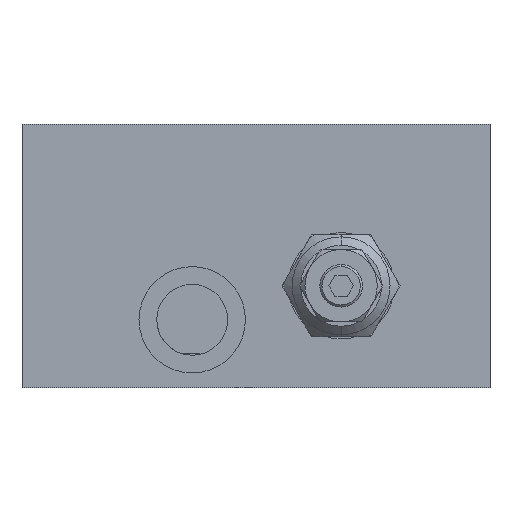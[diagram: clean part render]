
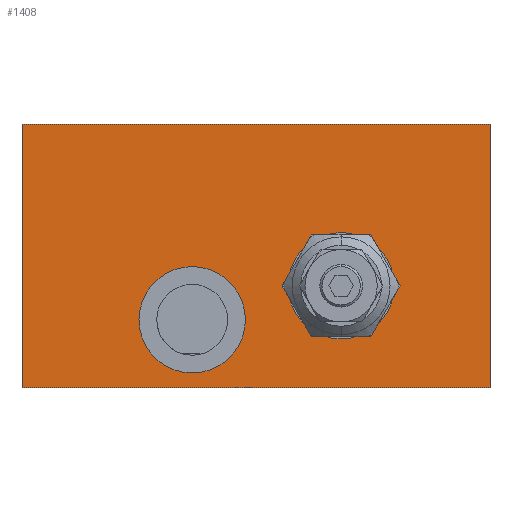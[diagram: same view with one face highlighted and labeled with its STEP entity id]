
A CAD part, left-side view. The second image highlights one B-rep face of the part: STEP entity #1408.
In plain terms, the highlighted planar face has unit normal (-1, 0, 0).
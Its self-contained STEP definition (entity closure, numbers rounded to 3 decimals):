
#1408 = ADVANCED_FACE( '', ( #4085, #4086, #4087 ), #4088, .F. );
#1414 = EDGE_CURVE( '', #1488, #3380, #4095, .T. );
#1488 = VERTEX_POINT( '', #4177 );
#1586 = VERTEX_POINT( '', #4289 );
#2038 = VERTEX_POINT( '', #4796 );
#2162 = EDGE_CURVE( '', #2812, #2760, #4943, .T. );
#2350 = EDGE_CURVE( '', #1586, #3676, #5145, .T. );
#2760 = VERTEX_POINT( '', #5598 );
#2812 = VERTEX_POINT( '', #5661 );
#2950 = EDGE_CURVE( '', #2038, #3014, #5816, .T. );
#3014 = VERTEX_POINT( '', #5884 );
#3128 = EDGE_CURVE( '', #2038, #3380, #6011, .T. );
#3380 = VERTEX_POINT( '', #6296 );
#3676 = VERTEX_POINT( '', #6625 );
#3678 = EDGE_CURVE( '', #2760, #2812, #6627, .T. );
#3744 = EDGE_CURVE( '', #3014, #1488, #6709, .T. );
#3990 = EDGE_CURVE( '', #3676, #1586, #6982, .T. );
#4085 = FACE_BOUND( '', #7122, .T. );
#4086 = FACE_BOUND( '', #7123, .T. );
#4087 = FACE_OUTER_BOUND( '', #7124, .T. );
#4088 = PLANE( '', #7125 );
#4095 = LINE( '', #7133, #7134 );
#4177 = CARTESIAN_POINT( '', ( 279., 0., 45. ) );
#4289 = CARTESIAN_POINT( '', ( 279., 57.5, 61. ) );
#4796 = CARTESIAN_POINT( '', ( 279., 110., 107. ) );
#4943 = CIRCLE( '', #8452, 12.5 );
#5145 = CIRCLE( '', #8785, 12.5 );
#5598 = CARTESIAN_POINT( '', ( 279., 22.5, 69. ) );
#5661 = CARTESIAN_POINT( '', ( 279., 47.5, 69. ) );
#5816 = LINE( '', #9859, #9860 );
#5884 = CARTESIAN_POINT( '', ( 279., 0., 107. ) );
#6011 = LINE( '', #10172, #10173 );
#6296 = CARTESIAN_POINT( '', ( 279., 110., 45. ) );
#6625 = CARTESIAN_POINT( '', ( 279., 82.5, 61. ) );
#6627 = CIRCLE( '', #11074, 12.5 );
#6709 = LINE( '', #11187, #11188 );
#6982 = CIRCLE( '', #11628, 12.5 );
#7122 = EDGE_LOOP( '', ( #11709, #11710 ) );
#7123 = EDGE_LOOP( '', ( #11711, #11712 ) );
#7124 = EDGE_LOOP( '', ( #11713, #11714, #11715, #11716 ) );
#7125 = AXIS2_PLACEMENT_3D( '', #11717, #11718, #11719 );
#7133 = CARTESIAN_POINT( '', ( 279., 55., 45. ) );
#7134 = VECTOR( '', #11729, 1. );
#8452 = AXIS2_PLACEMENT_3D( '', #12771, #12772, #12773 );
#8785 = AXIS2_PLACEMENT_3D( '', #12971, #12972, #12973 );
#9859 = CARTESIAN_POINT( '', ( 279., 55., 107. ) );
#9860 = VECTOR( '', #13782, 1. );
#10172 = CARTESIAN_POINT( '', ( 279., 110., 76. ) );
#10173 = VECTOR( '', #13995, 1. );
#11074 = AXIS2_PLACEMENT_3D( '', #14751, #14752, #14753 );
#11187 = CARTESIAN_POINT( '', ( 279., 0., 76. ) );
#11188 = VECTOR( '', #14859, 1. );
#11628 = AXIS2_PLACEMENT_3D( '', #15140, #15141, #15142 );
#11709 = ORIENTED_EDGE( '', *, *, #3990, .T. );
#11710 = ORIENTED_EDGE( '', *, *, #2350, .T. );
#11711 = ORIENTED_EDGE( '', *, *, #2162, .T. );
#11712 = ORIENTED_EDGE( '', *, *, #3678, .T. );
#11713 = ORIENTED_EDGE( '', *, *, #3128, .T. );
#11714 = ORIENTED_EDGE( '', *, *, #1414, .F. );
#11715 = ORIENTED_EDGE( '', *, *, #3744, .F. );
#11716 = ORIENTED_EDGE( '', *, *, #2950, .F. );
#11717 = CARTESIAN_POINT( '', ( 279., 55., 76. ) );
#11718 = DIRECTION( '', ( 1., 0., 0. ) );
#11719 = DIRECTION( '', ( 0., 0., -1. ) );
#11729 = DIRECTION( '', ( 0., 1., 0. ) );
#12771 = CARTESIAN_POINT( '', ( 279., 35., 69. ) );
#12772 = DIRECTION( '', ( 1., 0., 0. ) );
#12773 = DIRECTION( '', ( 0., 1., 0. ) );
#12971 = CARTESIAN_POINT( '', ( 279., 70., 61. ) );
#12972 = DIRECTION( '', ( 1., 0., 0. ) );
#12973 = DIRECTION( '', ( 0., 1., 0. ) );
#13782 = DIRECTION( '', ( 0., -1., 0. ) );
#13995 = DIRECTION( '', ( 0., 0., -1. ) );
#14751 = CARTESIAN_POINT( '', ( 279., 35., 69. ) );
#14752 = DIRECTION( '', ( 1., 0., 0. ) );
#14753 = DIRECTION( '', ( 0., 1., 0. ) );
#14859 = DIRECTION( '', ( 0., 0., -1. ) );
#15140 = CARTESIAN_POINT( '', ( 279., 70., 61. ) );
#15141 = DIRECTION( '', ( 1., 0., 0. ) );
#15142 = DIRECTION( '', ( 0., 1., 0. ) );
